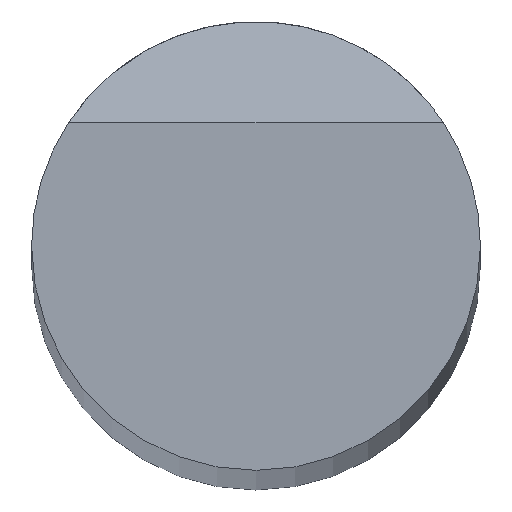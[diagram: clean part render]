
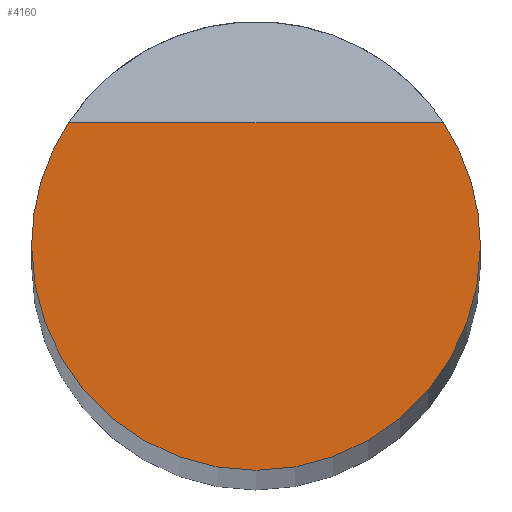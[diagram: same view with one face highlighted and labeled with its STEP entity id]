
A CAD part, top view. The second image highlights one B-rep face of the part: STEP entity #4160.
In plain terms, the highlighted planar face has unit normal (0, 0, 1).
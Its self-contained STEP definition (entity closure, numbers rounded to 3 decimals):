
#204 = DIRECTION ( 'NONE',  ( 1., 0., 0. ) ) ;
#242 = CARTESIAN_POINT ( 'NONE',  ( 0., 0., 502.088 ) ) ;
#399 = DIRECTION ( 'NONE',  ( 1., 0., 0. ) ) ;
#643 = DIRECTION ( 'NONE',  ( 1., 0., 0. ) ) ;
#835 = AXIS2_PLACEMENT_3D ( 'NONE', #1306, #5807, #399 ) ;
#933 = EDGE_LOOP ( 'NONE', ( #3835, #1548, #6220, #4395 ) ) ;
#1042 = AXIS2_PLACEMENT_3D ( 'NONE', #242, #2587, #2217 ) ;
#1141 = CIRCLE ( 'NONE', #835, 10. ) ;
#1306 = CARTESIAN_POINT ( 'NONE',  ( 0., 0., 502.088 ) ) ;
#1433 = VERTEX_POINT ( 'NONE', #6075 ) ;
#1548 = ORIENTED_EDGE ( 'NONE', *, *, #4288, .T. ) ;
#1630 = CARTESIAN_POINT ( 'NONE',  ( 0., 0., 502.088 ) ) ;
#2043 = EDGE_CURVE ( 'NONE', #1433, #3249, #5046, .T. ) ;
#2091 = PLANE ( 'NONE',  #5406 ) ;
#2217 = DIRECTION ( 'NONE',  ( 1., 0., 0. ) ) ;
#2352 = DIRECTION ( 'NONE',  ( 1., 0., 0. ) ) ;
#2587 = DIRECTION ( 'NONE',  ( 0., 0., 1. ) ) ;
#2677 = DIRECTION ( 'NONE',  ( 0., 0., 1. ) ) ;
#2864 = VERTEX_POINT ( 'NONE', #6194 ) ;
#2984 = CARTESIAN_POINT ( 'NONE',  ( 10., 0., 502.088 ) ) ;
#3249 = VERTEX_POINT ( 'NONE', #3954 ) ;
#3320 = CARTESIAN_POINT ( 'NONE',  ( 10.001, 5.5, 502.088 ) ) ;
#3348 = EDGE_CURVE ( 'NONE', #4678, #2864, #4478, .T. ) ;
#3407 = EDGE_CURVE ( 'NONE', #1433, #2864, #4725, .T. ) ;
#3835 = ORIENTED_EDGE ( 'NONE', *, *, #2043, .T. ) ;
#3954 = CARTESIAN_POINT ( 'NONE',  ( -10., 0., 502.088 ) ) ;
#4160 = ADVANCED_FACE ( 'NONE', ( #4201 ), #2091, .T. ) ;
#4201 = FACE_OUTER_BOUND ( 'NONE', #933, .T. ) ;
#4288 = EDGE_CURVE ( 'NONE', #3249, #4678, #1141, .T. ) ;
#4395 = ORIENTED_EDGE ( 'NONE', *, *, #3407, .F. ) ;
#4478 = CIRCLE ( 'NONE', #1042, 10. ) ;
#4678 = VERTEX_POINT ( 'NONE', #2984 ) ;
#4725 = LINE ( 'NONE', #3320, #5632 ) ;
#5046 = CIRCLE ( 'NONE', #5985, 10. ) ;
#5406 = AXIS2_PLACEMENT_3D ( 'NONE', #1630, #2677, #204 ) ;
#5632 = VECTOR ( 'NONE', #2352, 1000. ) ;
#5807 = DIRECTION ( 'NONE',  ( 0., 0., 1. ) ) ;
#5985 = AXIS2_PLACEMENT_3D ( 'NONE', #6053, #5987, #643 ) ;
#5987 = DIRECTION ( 'NONE',  ( 0., 0., 1. ) ) ;
#6053 = CARTESIAN_POINT ( 'NONE',  ( 0., 0., 502.088 ) ) ;
#6075 = CARTESIAN_POINT ( 'NONE',  ( -8.352, 5.5, 502.088 ) ) ;
#6194 = CARTESIAN_POINT ( 'NONE',  ( 8.352, 5.5, 502.088 ) ) ;
#6220 = ORIENTED_EDGE ( 'NONE', *, *, #3348, .T. ) ;
